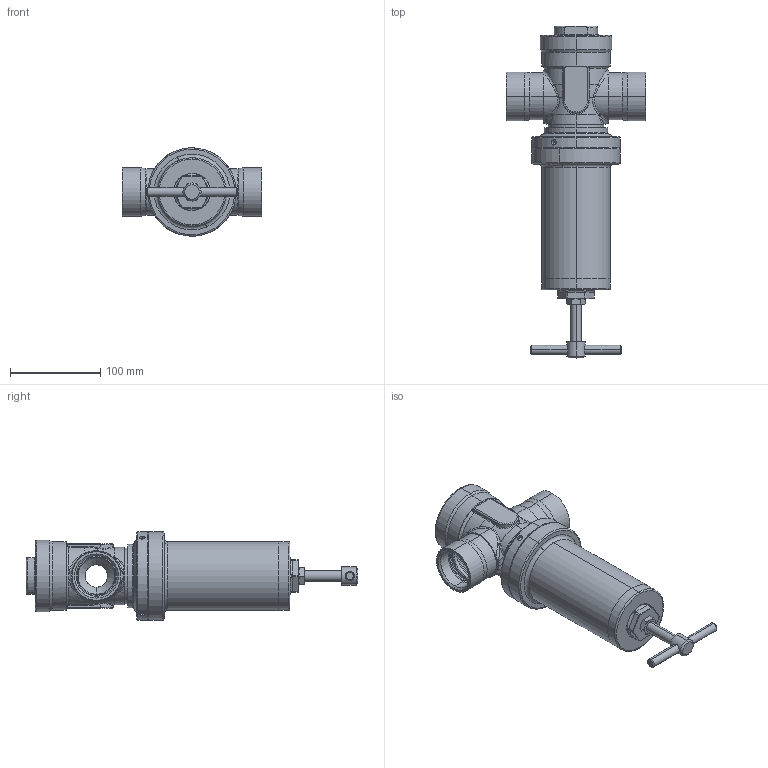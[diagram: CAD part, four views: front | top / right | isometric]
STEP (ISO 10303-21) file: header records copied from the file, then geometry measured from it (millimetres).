
FILE_DESCRIPTION (( 'STEP AP203' ), '1' );
FILE_NAME ('Typ_80-BG_II-G112M-G112M-KØ84.STEP', '2021-08-02T08:11:30', ( '' ), ( '' ), 'SwSTEP 2.0', 'SolidWorks 2016', '' );
FILE_SCHEMA (( 'CONFIG_CONTROL_DESIGN' ));
Length unit declared in the file: millimetre
Products named in the file (1): Typ_80-BG_II-G112M-G112M-KØ84
Bounding box: 155 x 368 x 98 mm (x, y, z)
Volume: 501348 mm3; surface area: 224230.4 mm2
Topology: 10 solids, 10 shells, 480 faces, 1084 edges, 636 vertices
Faces by surface type: cylinder 155, cone 116, torus 79, plane 68, bspline 62
Entity records: 17137 total; most frequent: CARTESIAN_POINT 6698, DIRECTION 2215, ORIENTED_EDGE 2144, EDGE_CURVE 1072, AXIS2_PLACEMENT_3D 964, VERTEX_POINT 636, CIRCLE 545, EDGE_LOOP 526
